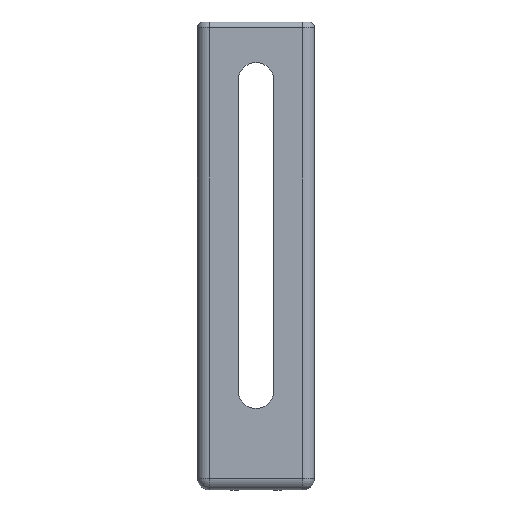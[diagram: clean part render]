
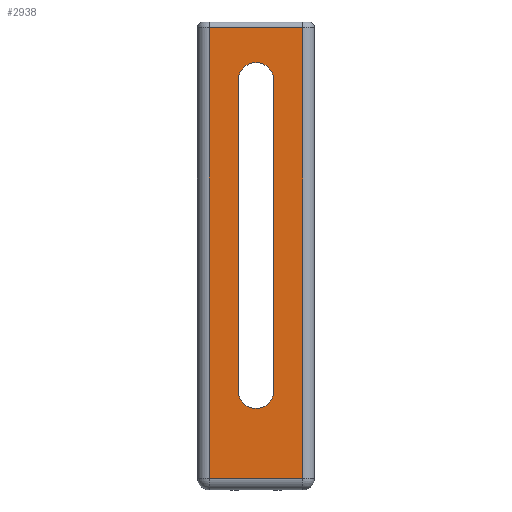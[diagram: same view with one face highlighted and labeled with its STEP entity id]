
A CAD part, left-side view. The second image highlights one B-rep face of the part: STEP entity #2938.
In plain terms, the highlighted planar face has unit normal (-1, 0, 0).
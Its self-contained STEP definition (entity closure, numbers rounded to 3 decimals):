
#487 = CYLINDRICAL_SURFACE('',#488,1.);
#488 = AXIS2_PLACEMENT_3D('',#489,#490,#491);
#489 = CARTESIAN_POINT('',(1.,-10.,79.));
#490 = DIRECTION('',(-0.,-1.,-0.));
#491 = DIRECTION('',(0.,0.,1.));
#733 = PLANE('',#734);
#734 = AXIS2_PLACEMENT_3D('',#735,#736,#737);
#735 = CARTESIAN_POINT('',(91.652,3.05,70.));
#736 = DIRECTION('',(0.,1.,0.));
#737 = DIRECTION('',(0.,-0.,1.));
#762 = CYLINDRICAL_SURFACE('',#763,3.05);
#763 = AXIS2_PLACEMENT_3D('',#764,#765,#766);
#764 = CARTESIAN_POINT('',(91.652,0.,17.));
#765 = DIRECTION('',(1.,-0.,-0.));
#766 = DIRECTION('',(0.,0.,1.));
#790 = PLANE('',#791);
#791 = AXIS2_PLACEMENT_3D('',#792,#793,#794);
#792 = CARTESIAN_POINT('',(91.652,-3.05,70.));
#793 = DIRECTION('',(0.,-1.,0.));
#794 = DIRECTION('',(0.,0.,-1.));
#817 = CYLINDRICAL_SURFACE('',#818,3.05);
#818 = AXIS2_PLACEMENT_3D('',#819,#820,#821);
#819 = CARTESIAN_POINT('',(91.652,0.,70.));
#820 = DIRECTION('',(1.,-0.,-0.));
#821 = DIRECTION('',(0.,0.,1.));
#1188 = VERTEX_POINT('',#1189);
#1189 = CARTESIAN_POINT('',(0.,8.,79.));
#1211 = EDGE_CURVE('',#1212,#1188,#1214,.T.);
#1212 = VERTEX_POINT('',#1213);
#1213 = CARTESIAN_POINT('',(0.,-8.,79.));
#1214 = SURFACE_CURVE('',#1215,(#1219,#1226),.PCURVE_S1.);
#1215 = LINE('',#1216,#1217);
#1216 = CARTESIAN_POINT('',(0.,-10.,79.));
#1217 = VECTOR('',#1218,1.);
#1218 = DIRECTION('',(0.,1.,0.));
#1219 = PCURVE('',#487,#1220);
#1220 = DEFINITIONAL_REPRESENTATION('',(#1221),#1225);
#1221 = LINE('',#1222,#1223);
#1222 = CARTESIAN_POINT('',(1.571,0.));
#1223 = VECTOR('',#1224,1.);
#1224 = DIRECTION('',(0.,-1.));
#1225 = ( GEOMETRIC_REPRESENTATION_CONTEXT(2) 
PARAMETRIC_REPRESENTATION_CONTEXT() REPRESENTATION_CONTEXT('2D SPACE',''
  ) );
#1226 = PCURVE('',#1227,#1232);
#1227 = PLANE('',#1228);
#1228 = AXIS2_PLACEMENT_3D('',#1229,#1230,#1231);
#1229 = CARTESIAN_POINT('',(0.,-10.,80.));
#1230 = DIRECTION('',(1.,0.,0.));
#1231 = DIRECTION('',(0.,0.,-1.));
#1232 = DEFINITIONAL_REPRESENTATION('',(#1233),#1237);
#1233 = LINE('',#1234,#1235);
#1234 = CARTESIAN_POINT('',(1.,0.));
#1235 = VECTOR('',#1236,1.);
#1236 = DIRECTION('',(0.,1.));
#1237 = ( GEOMETRIC_REPRESENTATION_CONTEXT(2) 
PARAMETRIC_REPRESENTATION_CONTEXT() REPRESENTATION_CONTEXT('2D SPACE',''
  ) );
#1711 = CYLINDRICAL_SURFACE('',#1712,2.);
#1712 = AXIS2_PLACEMENT_3D('',#1713,#1714,#1715);
#1713 = CARTESIAN_POINT('',(2.,8.,80.));
#1714 = DIRECTION('',(-0.,-0.,1.));
#1715 = DIRECTION('',(-1.,0.,0.));
#1731 = VERTEX_POINT('',#1732);
#1732 = CARTESIAN_POINT('',(0.,8.,2.));
#1759 = EDGE_CURVE('',#1188,#1731,#1760,.T.);
#1760 = SURFACE_CURVE('',#1761,(#1765,#1772),.PCURVE_S1.);
#1761 = LINE('',#1762,#1763);
#1762 = CARTESIAN_POINT('',(0.,8.,80.));
#1763 = VECTOR('',#1764,1.);
#1764 = DIRECTION('',(0.,0.,-1.));
#1765 = PCURVE('',#1711,#1766);
#1766 = DEFINITIONAL_REPRESENTATION('',(#1767),#1771);
#1767 = LINE('',#1768,#1769);
#1768 = CARTESIAN_POINT('',(6.283,0.));
#1769 = VECTOR('',#1770,1.);
#1770 = DIRECTION('',(0.,-1.));
#1771 = ( GEOMETRIC_REPRESENTATION_CONTEXT(2) 
PARAMETRIC_REPRESENTATION_CONTEXT() REPRESENTATION_CONTEXT('2D SPACE',''
  ) );
#1772 = PCURVE('',#1227,#1773);
#1773 = DEFINITIONAL_REPRESENTATION('',(#1774),#1778);
#1774 = LINE('',#1775,#1776);
#1775 = CARTESIAN_POINT('',(0.,18.));
#1776 = VECTOR('',#1777,1.);
#1777 = DIRECTION('',(1.,0.));
#1778 = ( GEOMETRIC_REPRESENTATION_CONTEXT(2) 
PARAMETRIC_REPRESENTATION_CONTEXT() REPRESENTATION_CONTEXT('2D SPACE',''
  ) );
#2071 = EDGE_CURVE('',#1212,#2072,#2074,.T.);
#2072 = VERTEX_POINT('',#2073);
#2073 = CARTESIAN_POINT('',(0.,-8.,2.));
#2074 = SURFACE_CURVE('',#2075,(#2079,#2091),.PCURVE_S1.);
#2075 = LINE('',#2076,#2077);
#2076 = CARTESIAN_POINT('',(0.,-8.,80.));
#2077 = VECTOR('',#2078,1.);
#2078 = DIRECTION('',(0.,0.,-1.));
#2079 = PCURVE('',#2080,#2085);
#2080 = CYLINDRICAL_SURFACE('',#2081,2.);
#2081 = AXIS2_PLACEMENT_3D('',#2082,#2083,#2084);
#2082 = CARTESIAN_POINT('',(2.,-8.,80.));
#2083 = DIRECTION('',(-0.,-0.,-1.));
#2084 = DIRECTION('',(1.,0.,0.));
#2085 = DEFINITIONAL_REPRESENTATION('',(#2086),#2090);
#2086 = LINE('',#2087,#2088);
#2087 = CARTESIAN_POINT('',(3.142,0.));
#2088 = VECTOR('',#2089,1.);
#2089 = DIRECTION('',(0.,1.));
#2090 = ( GEOMETRIC_REPRESENTATION_CONTEXT(2) 
PARAMETRIC_REPRESENTATION_CONTEXT() REPRESENTATION_CONTEXT('2D SPACE',''
  ) );
#2091 = PCURVE('',#1227,#2092);
#2092 = DEFINITIONAL_REPRESENTATION('',(#2093),#2097);
#2093 = LINE('',#2094,#2095);
#2094 = CARTESIAN_POINT('',(0.,2.));
#2095 = VECTOR('',#2096,1.);
#2096 = DIRECTION('',(1.,0.));
#2097 = ( GEOMETRIC_REPRESENTATION_CONTEXT(2) 
PARAMETRIC_REPRESENTATION_CONTEXT() REPRESENTATION_CONTEXT('2D SPACE',''
  ) );
#2368 = VERTEX_POINT('',#2369);
#2369 = CARTESIAN_POINT('',(0.,3.05,70.));
#2390 = EDGE_CURVE('',#2368,#2391,#2393,.T.);
#2391 = VERTEX_POINT('',#2392);
#2392 = CARTESIAN_POINT('',(0.,3.05,17.));
#2393 = SURFACE_CURVE('',#2394,(#2398,#2405),.PCURVE_S1.);
#2394 = LINE('',#2395,#2396);
#2395 = CARTESIAN_POINT('',(0.,3.05,70.));
#2396 = VECTOR('',#2397,1.);
#2397 = DIRECTION('',(0.,0.,-1.));
#2398 = PCURVE('',#733,#2399);
#2399 = DEFINITIONAL_REPRESENTATION('',(#2400),#2404);
#2400 = LINE('',#2401,#2402);
#2401 = CARTESIAN_POINT('',(0.,-91.652));
#2402 = VECTOR('',#2403,1.);
#2403 = DIRECTION('',(-1.,0.));
#2404 = ( GEOMETRIC_REPRESENTATION_CONTEXT(2) 
PARAMETRIC_REPRESENTATION_CONTEXT() REPRESENTATION_CONTEXT('2D SPACE',''
  ) );
#2405 = PCURVE('',#1227,#2406);
#2406 = DEFINITIONAL_REPRESENTATION('',(#2407),#2411);
#2407 = LINE('',#2408,#2409);
#2408 = CARTESIAN_POINT('',(10.,13.05));
#2409 = VECTOR('',#2410,1.);
#2410 = DIRECTION('',(1.,0.));
#2411 = ( GEOMETRIC_REPRESENTATION_CONTEXT(2) 
PARAMETRIC_REPRESENTATION_CONTEXT() REPRESENTATION_CONTEXT('2D SPACE',''
  ) );
#2440 = EDGE_CURVE('',#2441,#2368,#2443,.T.);
#2441 = VERTEX_POINT('',#2442);
#2442 = CARTESIAN_POINT('',(0.,-3.05,70.));
#2443 = SURFACE_CURVE('',#2444,(#2449,#2456),.PCURVE_S1.);
#2444 = CIRCLE('',#2445,3.05);
#2445 = AXIS2_PLACEMENT_3D('',#2446,#2447,#2448);
#2446 = CARTESIAN_POINT('',(0.,0.,70.));
#2447 = DIRECTION('',(-1.,0.,0.));
#2448 = DIRECTION('',(0.,-1.,0.));
#2449 = PCURVE('',#817,#2450);
#2450 = DEFINITIONAL_REPRESENTATION('',(#2451),#2455);
#2451 = LINE('',#2452,#2453);
#2452 = CARTESIAN_POINT('',(1.571,-91.652));
#2453 = VECTOR('',#2454,1.);
#2454 = DIRECTION('',(-1.,0.));
#2455 = ( GEOMETRIC_REPRESENTATION_CONTEXT(2) 
PARAMETRIC_REPRESENTATION_CONTEXT() REPRESENTATION_CONTEXT('2D SPACE',''
  ) );
#2456 = PCURVE('',#1227,#2457);
#2457 = DEFINITIONAL_REPRESENTATION('',(#2458),#2466);
#2458 = ( BOUNDED_CURVE() B_SPLINE_CURVE(2,(#2459,#2460,#2461,#2462,
#2463,#2464,#2465),.UNSPECIFIED.,.T.,.F.) B_SPLINE_CURVE_WITH_KNOTS((1,2
    ,2,2,2,1),(-2.094,0.,2.094,4.189,
6.283,8.378),.UNSPECIFIED.) CURVE() 
GEOMETRIC_REPRESENTATION_ITEM() RATIONAL_B_SPLINE_CURVE((1.,0.5,1.,0.5,
1.,0.5,1.)) REPRESENTATION_ITEM('') );
#2459 = CARTESIAN_POINT('',(10.,6.95));
#2460 = CARTESIAN_POINT('',(4.717,6.95));
#2461 = CARTESIAN_POINT('',(7.359,11.525));
#2462 = CARTESIAN_POINT('',(10.,16.1));
#2463 = CARTESIAN_POINT('',(12.641,11.525));
#2464 = CARTESIAN_POINT('',(15.283,6.95));
#2465 = CARTESIAN_POINT('',(10.,6.95));
#2466 = ( GEOMETRIC_REPRESENTATION_CONTEXT(2) 
PARAMETRIC_REPRESENTATION_CONTEXT() REPRESENTATION_CONTEXT('2D SPACE',''
  ) );
#2493 = VERTEX_POINT('',#2494);
#2494 = CARTESIAN_POINT('',(0.,-3.05,17.));
#2515 = EDGE_CURVE('',#2493,#2441,#2516,.T.);
#2516 = SURFACE_CURVE('',#2517,(#2521,#2528),.PCURVE_S1.);
#2517 = LINE('',#2518,#2519);
#2518 = CARTESIAN_POINT('',(0.,-3.05,70.));
#2519 = VECTOR('',#2520,1.);
#2520 = DIRECTION('',(0.,0.,1.));
#2521 = PCURVE('',#790,#2522);
#2522 = DEFINITIONAL_REPRESENTATION('',(#2523),#2527);
#2523 = LINE('',#2524,#2525);
#2524 = CARTESIAN_POINT('',(0.,-91.652));
#2525 = VECTOR('',#2526,1.);
#2526 = DIRECTION('',(-1.,0.));
#2527 = ( GEOMETRIC_REPRESENTATION_CONTEXT(2) 
PARAMETRIC_REPRESENTATION_CONTEXT() REPRESENTATION_CONTEXT('2D SPACE',''
  ) );
#2528 = PCURVE('',#1227,#2529);
#2529 = DEFINITIONAL_REPRESENTATION('',(#2530),#2534);
#2530 = LINE('',#2531,#2532);
#2531 = CARTESIAN_POINT('',(10.,6.95));
#2532 = VECTOR('',#2533,1.);
#2533 = DIRECTION('',(-1.,0.));
#2534 = ( GEOMETRIC_REPRESENTATION_CONTEXT(2) 
PARAMETRIC_REPRESENTATION_CONTEXT() REPRESENTATION_CONTEXT('2D SPACE',''
  ) );
#2543 = EDGE_CURVE('',#2391,#2493,#2544,.T.);
#2544 = SURFACE_CURVE('',#2545,(#2550,#2557),.PCURVE_S1.);
#2545 = CIRCLE('',#2546,3.05);
#2546 = AXIS2_PLACEMENT_3D('',#2547,#2548,#2549);
#2547 = CARTESIAN_POINT('',(0.,0.,17.));
#2548 = DIRECTION('',(-1.,0.,0.));
#2549 = DIRECTION('',(0.,1.,0.));
#2550 = PCURVE('',#762,#2551);
#2551 = DEFINITIONAL_REPRESENTATION('',(#2552),#2556);
#2552 = LINE('',#2553,#2554);
#2553 = CARTESIAN_POINT('',(4.712,-91.652));
#2554 = VECTOR('',#2555,1.);
#2555 = DIRECTION('',(-1.,0.));
#2556 = ( GEOMETRIC_REPRESENTATION_CONTEXT(2) 
PARAMETRIC_REPRESENTATION_CONTEXT() REPRESENTATION_CONTEXT('2D SPACE',''
  ) );
#2557 = PCURVE('',#1227,#2558);
#2558 = DEFINITIONAL_REPRESENTATION('',(#2559),#2567);
#2559 = ( BOUNDED_CURVE() B_SPLINE_CURVE(2,(#2560,#2561,#2562,#2563,
#2564,#2565,#2566),.UNSPECIFIED.,.T.,.F.) B_SPLINE_CURVE_WITH_KNOTS((1,2
    ,2,2,2,1),(-2.094,0.,2.094,4.189,
6.283,8.378),.UNSPECIFIED.) CURVE() 
GEOMETRIC_REPRESENTATION_ITEM() RATIONAL_B_SPLINE_CURVE((1.,0.5,1.,0.5,
1.,0.5,1.)) REPRESENTATION_ITEM('') );
#2560 = CARTESIAN_POINT('',(63.,13.05));
#2561 = CARTESIAN_POINT('',(68.283,13.05));
#2562 = CARTESIAN_POINT('',(65.641,8.475));
#2563 = CARTESIAN_POINT('',(63.,3.9));
#2564 = CARTESIAN_POINT('',(60.359,8.475));
#2565 = CARTESIAN_POINT('',(57.717,13.05));
#2566 = CARTESIAN_POINT('',(63.,13.05));
#2567 = ( GEOMETRIC_REPRESENTATION_CONTEXT(2) 
PARAMETRIC_REPRESENTATION_CONTEXT() REPRESENTATION_CONTEXT('2D SPACE',''
  ) );
#2905 = CYLINDRICAL_SURFACE('',#2906,2.);
#2906 = AXIS2_PLACEMENT_3D('',#2907,#2908,#2909);
#2907 = CARTESIAN_POINT('',(2.,-10.,2.));
#2908 = DIRECTION('',(-0.,-1.,-0.));
#2909 = DIRECTION('',(0.,0.,1.));
#2938 = ADVANCED_FACE('',(#2939,#2945),#1227,.F.);
#2939 = FACE_BOUND('',#2940,.T.);
#2940 = EDGE_LOOP('',(#2941,#2942,#2943,#2944));
#2941 = ORIENTED_EDGE('',*,*,#2515,.F.);
#2942 = ORIENTED_EDGE('',*,*,#2543,.F.);
#2943 = ORIENTED_EDGE('',*,*,#2390,.F.);
#2944 = ORIENTED_EDGE('',*,*,#2440,.F.);
#2945 = FACE_BOUND('',#2946,.T.);
#2946 = EDGE_LOOP('',(#2947,#2948,#2969,#2970));
#2947 = ORIENTED_EDGE('',*,*,#1759,.T.);
#2948 = ORIENTED_EDGE('',*,*,#2949,.F.);
#2949 = EDGE_CURVE('',#2072,#1731,#2950,.T.);
#2950 = SURFACE_CURVE('',#2951,(#2955,#2962),.PCURVE_S1.);
#2951 = LINE('',#2952,#2953);
#2952 = CARTESIAN_POINT('',(0.,-10.,2.));
#2953 = VECTOR('',#2954,1.);
#2954 = DIRECTION('',(0.,1.,0.));
#2955 = PCURVE('',#1227,#2956);
#2956 = DEFINITIONAL_REPRESENTATION('',(#2957),#2961);
#2957 = LINE('',#2958,#2959);
#2958 = CARTESIAN_POINT('',(78.,0.));
#2959 = VECTOR('',#2960,1.);
#2960 = DIRECTION('',(0.,1.));
#2961 = ( GEOMETRIC_REPRESENTATION_CONTEXT(2) 
PARAMETRIC_REPRESENTATION_CONTEXT() REPRESENTATION_CONTEXT('2D SPACE',''
  ) );
#2962 = PCURVE('',#2905,#2963);
#2963 = DEFINITIONAL_REPRESENTATION('',(#2964),#2968);
#2964 = LINE('',#2965,#2966);
#2965 = CARTESIAN_POINT('',(1.571,0.));
#2966 = VECTOR('',#2967,1.);
#2967 = DIRECTION('',(0.,-1.));
#2968 = ( GEOMETRIC_REPRESENTATION_CONTEXT(2) 
PARAMETRIC_REPRESENTATION_CONTEXT() REPRESENTATION_CONTEXT('2D SPACE',''
  ) );
#2969 = ORIENTED_EDGE('',*,*,#2071,.F.);
#2970 = ORIENTED_EDGE('',*,*,#1211,.T.);
